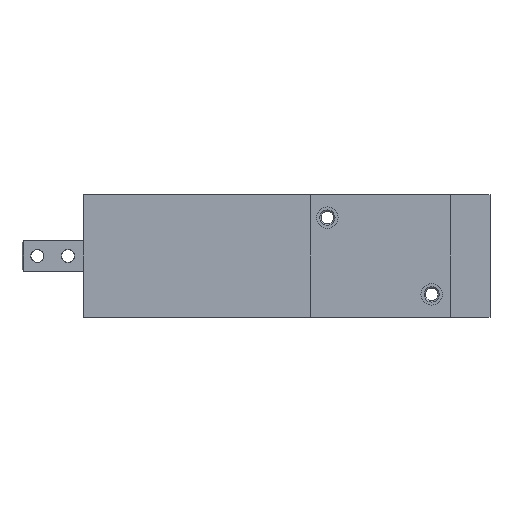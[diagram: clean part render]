
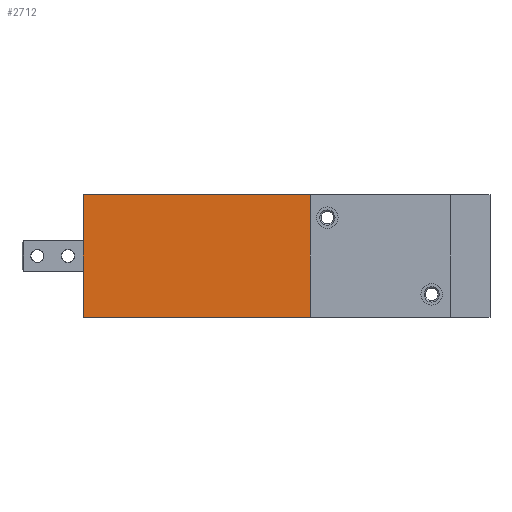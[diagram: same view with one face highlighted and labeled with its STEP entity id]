
A CAD part, left-side view. The second image highlights one B-rep face of the part: STEP entity #2712.
In plain terms, the highlighted planar face has unit normal (-1, 0, 0).
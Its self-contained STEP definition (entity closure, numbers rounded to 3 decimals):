
#121=LINE('',#4096,#335);
#154=LINE('',#4216,#368);
#161=LINE('',#4230,#375);
#210=LINE('',#4344,#424);
#335=VECTOR('',#3245,1000.);
#368=VECTOR('',#3336,1000.);
#375=VECTOR('',#3345,1000.);
#424=VECTOR('',#3496,1000.);
#557=PLANE('',#2978);
#1038=ORIENTED_EDGE('',*,*,#1572,.F.);
#1039=ORIENTED_EDGE('',*,*,#1629,.F.);
#1040=ORIENTED_EDGE('',*,*,#1565,.T.);
#1041=ORIENTED_EDGE('',*,*,#1505,.T.);
#1505=EDGE_CURVE('',#1867,#1866,#121,.T.);
#1565=EDGE_CURVE('',#1925,#1867,#154,.T.);
#1572=EDGE_CURVE('',#1930,#1866,#161,.T.);
#1629=EDGE_CURVE('',#1925,#1930,#210,.T.);
#1866=VERTEX_POINT('',#4095);
#1867=VERTEX_POINT('',#4097);
#1925=VERTEX_POINT('',#4217);
#1930=VERTEX_POINT('',#4229);
#2181=EDGE_LOOP('',(#1038,#1039,#1040,#1041));
#2437=FACE_BOUND('',#2181,.T.);
#2712=ADVANCED_FACE('',(#2437),#557,.T.);
#2978=AXIS2_PLACEMENT_3D('',#4345,#3497,#3498);
#3245=DIRECTION('',(0.,0.,-1.));
#3336=DIRECTION('',(0.,1.,0.));
#3345=DIRECTION('',(0.,1.,0.));
#3496=DIRECTION('',(0.,0.,-1.));
#3497=DIRECTION('',(-1.,0.,0.));
#3498=DIRECTION('',(0.,0.,1.));
#4095=CARTESIAN_POINT('',(-9.3,132.5,-20.));
#4096=CARTESIAN_POINT('',(-9.3,132.5,20.));
#4097=CARTESIAN_POINT('',(-9.3,132.5,20.));
#4216=CARTESIAN_POINT('',(-9.3,58.5,20.));
#4217=CARTESIAN_POINT('',(-9.3,58.5,20.));
#4229=CARTESIAN_POINT('',(-9.3,58.5,-20.));
#4230=CARTESIAN_POINT('',(-9.3,58.5,-20.));
#4344=CARTESIAN_POINT('',(-9.3,58.5,20.));
#4345=CARTESIAN_POINT('',(-9.3,58.5,20.));
